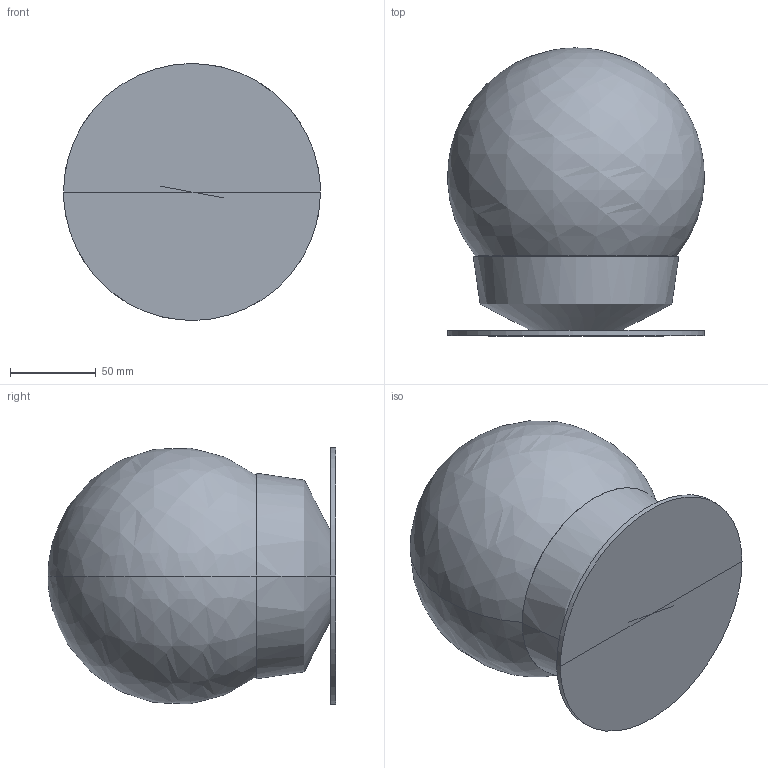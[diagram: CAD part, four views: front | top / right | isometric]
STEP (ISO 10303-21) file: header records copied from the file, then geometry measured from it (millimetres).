
FILE_DESCRIPTION(/* description */ (''),/* implementation_level */ '2;1');
FILE_NAME(/* name */ '1744.354',/* time_stamp */ '2024-04-09T11:58:09+02:00',/* author */ (''),/* organization */ (''),/* preprocessor_version */ 'ST-DEVELOPER v16.5',/* originating_system */ 'Rhino 7.15',/* authorisation */ '');
FILE_SCHEMA (('CONFIG_CONTROL_DESIGN'));
Length unit declared in the file: millimetre
Products named in the file (1): Document
Bounding box: 150 x 168.13 x 149.96 mm (x, y, z)
Volume: 2031168.6 mm3; surface area: 148840.5 mm2
Topology: 3 solids, 4 shells, 15 faces, 32 edges, 16 vertices
Faces by surface type: bspline 10, plane 3, cylinder 2
Entity records: 585 total; most frequent: CARTESIAN_POINT 328, ORIENTED_EDGE 46, EDGE_CURVE 24, VERTEX_POINT 16, ADVANCED_FACE 15, FACE_OUTER_BOUND 15, EDGE_LOOP 15, DIRECTION 11
